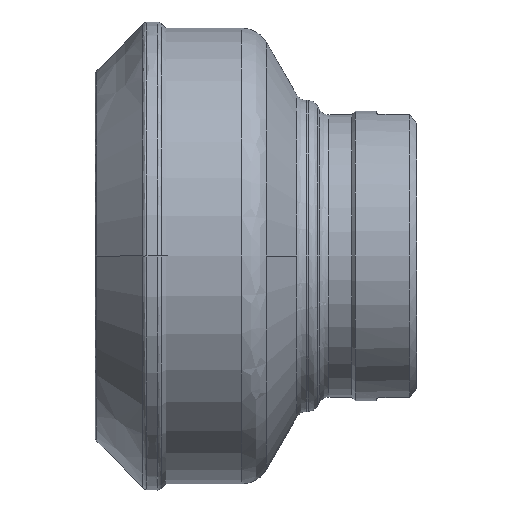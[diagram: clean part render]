
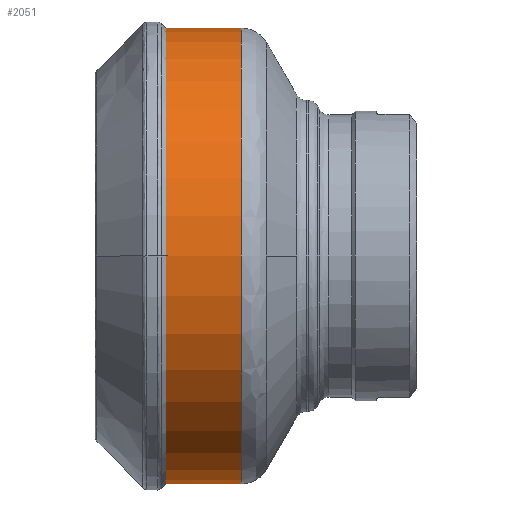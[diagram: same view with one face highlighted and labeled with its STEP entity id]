
A CAD part, front view. The second image highlights one B-rep face of the part: STEP entity #2051.
In plain terms, the highlighted cylindrical face has radius 31.5 mm (diameter 63 mm), a partial arc.
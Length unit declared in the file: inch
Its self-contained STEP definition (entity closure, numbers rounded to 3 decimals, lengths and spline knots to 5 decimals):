
#213 = ORIENTED_EDGE ( 'NONE', *, *, #3759, .T. ) ;
#278 = CYLINDRICAL_SURFACE ( 'NONE', #2357, 1.24016 ) ;
#452 = CIRCLE ( 'NONE', #1474, 1.24016 ) ;
#575 = DIRECTION ( 'NONE',  ( 1., 0., 0. ) ) ;
#593 = DIRECTION ( 'NONE',  ( -1., 0., 0. ) ) ;
#689 = CARTESIAN_POINT ( 'NONE',  ( 0., 0., 1.24016 ) ) ;
#789 = CARTESIAN_POINT ( 'NONE',  ( 0., 0., 0. ) ) ;
#909 = DIRECTION ( 'NONE',  ( -1., 0., 0. ) ) ;
#1474 = AXIS2_PLACEMENT_3D ( 'NONE', #2931, #909, #6251 ) ;
#1580 = EDGE_CURVE ( 'NONE', #4641, #5949, #4209, .T. ) ;
#2051 = ADVANCED_FACE ( 'NONE', ( #3692 ), #278, .T. ) ;
#2125 = ORIENTED_EDGE ( 'NONE', *, *, #2234, .T. ) ;
#2234 = EDGE_CURVE ( 'NONE', #4641, #4536, #452, .T. ) ;
#2357 = AXIS2_PLACEMENT_3D ( 'NONE', #789, #4168, #6125 ) ;
#2510 = CARTESIAN_POINT ( 'NONE',  ( 0.79576, 0., 1.24016 ) ) ;
#2531 = DIRECTION ( 'NONE',  ( 0., 0., 1. ) ) ;
#2706 = CARTESIAN_POINT ( 'NONE',  ( 0.36838, 0., 1.24016 ) ) ;
#2931 = CARTESIAN_POINT ( 'NONE',  ( 0.79576, 0., 0. ) ) ;
#3082 = VERTEX_POINT ( 'NONE', #2706 ) ;
#3124 = LINE ( 'NONE', #689, #3679 ) ;
#3679 = VECTOR ( 'NONE', #593, 39.37008 ) ;
#3692 = FACE_OUTER_BOUND ( 'NONE', #6109, .T. ) ;
#3759 = EDGE_CURVE ( 'NONE', #3082, #5949, #5020, .T. ) ;
#4157 = CARTESIAN_POINT ( 'NONE',  ( 0.36838, 0., -1.24016 ) ) ;
#4168 = DIRECTION ( 'NONE',  ( -1., 0., 0. ) ) ;
#4209 = LINE ( 'NONE', #4659, #5180 ) ;
#4233 = EDGE_CURVE ( 'NONE', #4536, #3082, #3124, .T. ) ;
#4442 = ORIENTED_EDGE ( 'NONE', *, *, #1580, .F. ) ;
#4536 = VERTEX_POINT ( 'NONE', #2510 ) ;
#4641 = VERTEX_POINT ( 'NONE', #5626 ) ;
#4659 = CARTESIAN_POINT ( 'NONE',  ( 0., 0., -1.24016 ) ) ;
#5020 = CIRCLE ( 'NONE', #6144, 1.24016 ) ;
#5180 = VECTOR ( 'NONE', #6166, 39.37008 ) ;
#5429 = CARTESIAN_POINT ( 'NONE',  ( 0.36838, 0., 0. ) ) ;
#5626 = CARTESIAN_POINT ( 'NONE',  ( 0.79576, 0., -1.24016 ) ) ;
#5949 = VERTEX_POINT ( 'NONE', #4157 ) ;
#6097 = ORIENTED_EDGE ( 'NONE', *, *, #4233, .T. ) ;
#6109 = EDGE_LOOP ( 'NONE', ( #4442, #2125, #6097, #213 ) ) ;
#6125 = DIRECTION ( 'NONE',  ( 0., 0., 1. ) ) ;
#6144 = AXIS2_PLACEMENT_3D ( 'NONE', #5429, #575, #2531 ) ;
#6166 = DIRECTION ( 'NONE',  ( -1., 0., 0. ) ) ;
#6251 = DIRECTION ( 'NONE',  ( 0., 0., 1. ) ) ;
